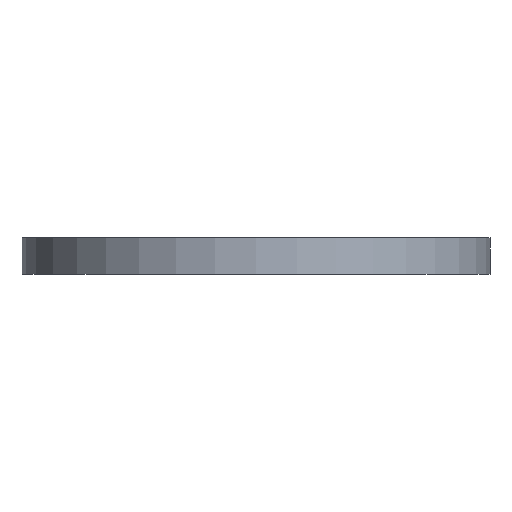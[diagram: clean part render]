
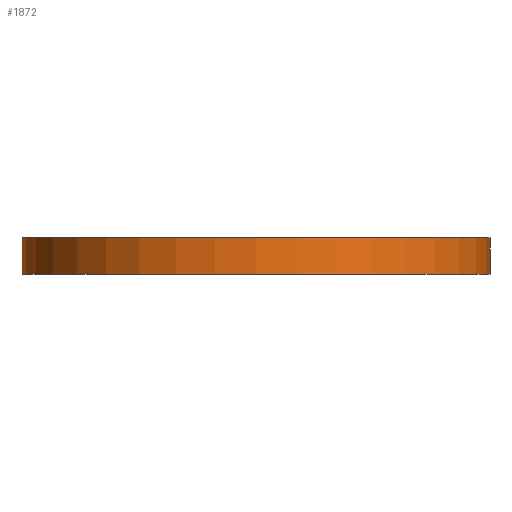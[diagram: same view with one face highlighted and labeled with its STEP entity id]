
A CAD part, front view. The second image highlights one B-rep face of the part: STEP entity #1872.
In plain terms, the highlighted cylindrical face has radius 16.095 mm (diameter 32.19 mm), a full revolution.
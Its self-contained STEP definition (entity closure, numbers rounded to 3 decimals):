
#1872 = ADVANCED_FACE( '', ( #3803, #3804 ), #3805, .T. );
#3803 = FACE_OUTER_BOUND( '', #10777, .T. );
#3804 = FACE_OUTER_BOUND( '', #10778, .T. );
#3805 = CYLINDRICAL_SURFACE( '', #10779, 16.095 );
#10777 = EDGE_LOOP( '', ( #16457 ) );
#10778 = EDGE_LOOP( '', ( #16458 ) );
#10779 = AXIS2_PLACEMENT_3D( '', #16459, #16460, #16461 );
#16457 = ORIENTED_EDGE( '', *, *, #19029, .T. );
#16458 = ORIENTED_EDGE( '', *, *, #18166, .T. );
#16459 = CARTESIAN_POINT( '', ( 0., 0., 0. ) );
#16460 = DIRECTION( '', ( 0., 0., 1. ) );
#16461 = DIRECTION( '', ( 1., 0., 0. ) );
#18166 = EDGE_CURVE( '', #21843, #21843, #21844, .F. );
#19029 = EDGE_CURVE( '', #22912, #22912, #22913, .F. );
#21843 = VERTEX_POINT( '', #27999 );
#21844 = CIRCLE( '', #28000, 16.095 );
#22912 = VERTEX_POINT( '', #29962 );
#22913 = CIRCLE( '', #29963, 16.095 );
#27999 = CARTESIAN_POINT( '', ( 16.095, 0., 0. ) );
#28000 = AXIS2_PLACEMENT_3D( '', #31347, #31348, #31349 );
#29962 = CARTESIAN_POINT( '', ( -16.095, 0., -2.5 ) );
#29963 = AXIS2_PLACEMENT_3D( '', #31568, #31569, #31570 );
#31347 = CARTESIAN_POINT( '', ( 0., 0., 0. ) );
#31348 = DIRECTION( '', ( 0., 0., 1. ) );
#31349 = DIRECTION( '', ( 1., 0., 0. ) );
#31568 = CARTESIAN_POINT( '', ( 0., 0., -2.5 ) );
#31569 = DIRECTION( '', ( 0., 0., -1. ) );
#31570 = DIRECTION( '', ( -1., 0., 0. ) );
